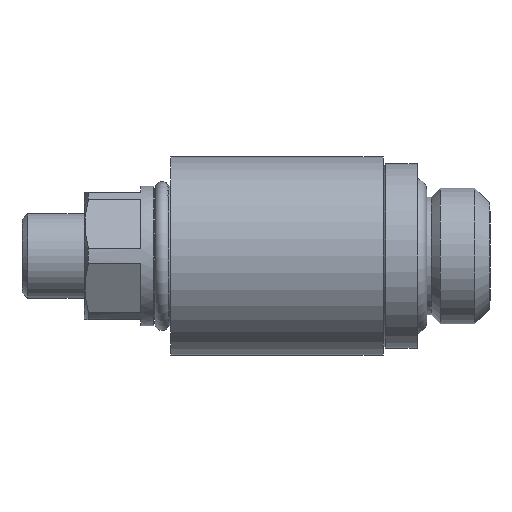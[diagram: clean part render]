
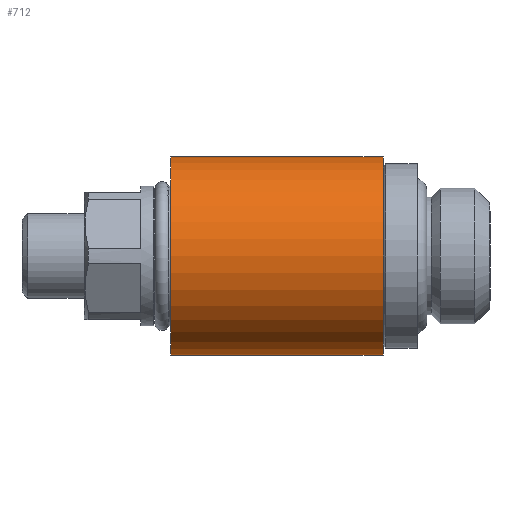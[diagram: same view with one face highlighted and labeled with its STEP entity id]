
A CAD part, left-side view. The second image highlights one B-rep face of the part: STEP entity #712.
In plain terms, the highlighted cylindrical face has radius 7 mm (diameter 14 mm), a partial arc.
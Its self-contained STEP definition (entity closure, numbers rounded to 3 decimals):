
#163 = LINE ( 'NONE', #164, #2560 ) ;
#164 = CARTESIAN_POINT ( 'NONE',  ( 0., 25.766, 7. ) ) ;
#165 = DIRECTION ( 'NONE',  ( 0., 1., 0. ) ) ;
#301 = CARTESIAN_POINT ( 'NONE',  ( 0., 7.9, -7. ) ) ;
#321 = CARTESIAN_POINT ( 'NONE',  ( 0., 7.9, 7. ) ) ;
#354 = CARTESIAN_POINT ( 'NONE',  ( 0., 22.9, -7. ) ) ;
#357 = CARTESIAN_POINT ( 'NONE',  ( 0., 22.9, 7. ) ) ;
#508 = CARTESIAN_POINT ( 'NONE',  ( 0., 25.766, 0. ) ) ;
#555 = DIRECTION ( 'NONE',  ( 0., 0., 1. ) ) ;
#563 = FACE_OUTER_BOUND ( 'NONE', #3234, .T. ) ;
#568 = DIRECTION ( 'NONE',  ( 0., 1., 0. ) ) ;
#584 = CYLINDRICAL_SURFACE ( 'NONE', #1088, 7. ) ;
#611 = EDGE_CURVE ( 'NONE', #2838, #2893, #1101, .T. ) ;
#642 = EDGE_CURVE ( 'NONE', #3116, #3119, #1086, .T. ) ;
#687 = EDGE_CURVE ( 'NONE', #2838, #3119, #1742, .T. ) ;
#712 = ADVANCED_FACE ( 'NONE', ( #563 ), #584, .T. ) ;
#814 = DIRECTION ( 'NONE',  ( 0., -1., 0. ) ) ;
#822 = DIRECTION ( 'NONE',  ( 0., 0., 1. ) ) ;
#827 = CARTESIAN_POINT ( 'NONE',  ( 0., 22.9, 0. ) ) ;
#957 = EDGE_CURVE ( 'NONE', #2893, #3116, #163, .T. ) ;
#1007 = AXIS2_PLACEMENT_3D ( 'NONE', #827, #814, #822 ) ;
#1086 = CIRCLE ( 'NONE', #1007, 7. ) ;
#1088 = AXIS2_PLACEMENT_3D ( 'NONE', #508, #568, #555 ) ;
#1101 = CIRCLE ( 'NONE', #1230, 7. ) ;
#1144 = VECTOR ( 'NONE', #1653, 1000. ) ;
#1230 = AXIS2_PLACEMENT_3D ( 'NONE', #1549, #1538, #1546 ) ;
#1538 = DIRECTION ( 'NONE',  ( 0., 1., 0. ) ) ;
#1546 = DIRECTION ( 'NONE',  ( 0., 0., -1. ) ) ;
#1549 = CARTESIAN_POINT ( 'NONE',  ( 0., 7.9, 0. ) ) ;
#1653 = DIRECTION ( 'NONE',  ( 0., 1., 0. ) ) ;
#1742 = LINE ( 'NONE', #1762, #1144 ) ;
#1762 = CARTESIAN_POINT ( 'NONE',  ( 0., 25.766, -7. ) ) ;
#2560 = VECTOR ( 'NONE', #165, 1000. ) ;
#2838 = VERTEX_POINT ( 'NONE', #301 ) ;
#2893 = VERTEX_POINT ( 'NONE', #321 ) ;
#3116 = VERTEX_POINT ( 'NONE', #357 ) ;
#3119 = VERTEX_POINT ( 'NONE', #354 ) ;
#3234 = EDGE_LOOP ( 'NONE', ( #3343, #3372, #3420, #3408 ) ) ;
#3343 = ORIENTED_EDGE ( 'NONE', *, *, #687, .F. ) ;
#3372 = ORIENTED_EDGE ( 'NONE', *, *, #611, .T. ) ;
#3408 = ORIENTED_EDGE ( 'NONE', *, *, #642, .T. ) ;
#3420 = ORIENTED_EDGE ( 'NONE', *, *, #957, .T. ) ;
